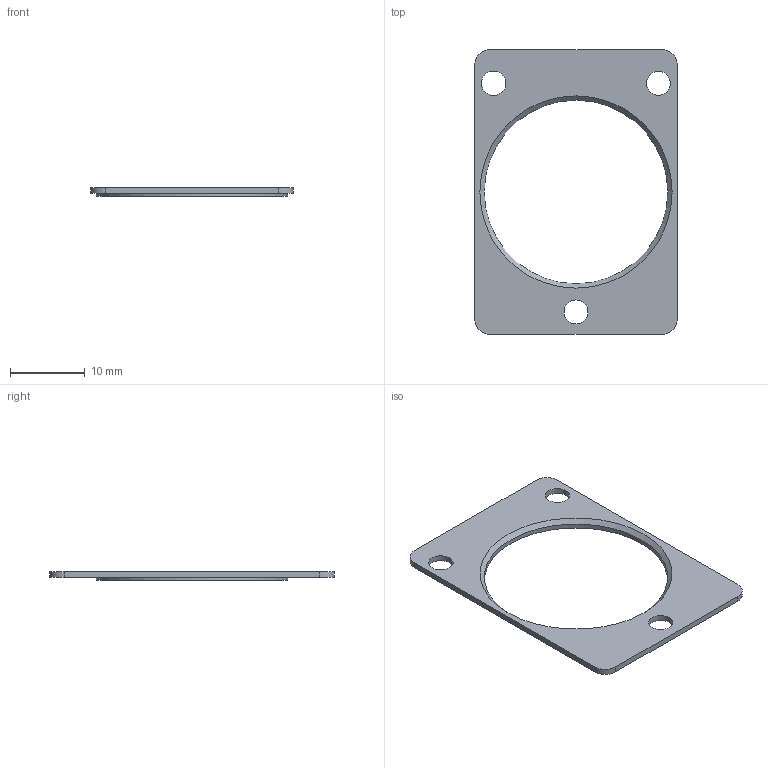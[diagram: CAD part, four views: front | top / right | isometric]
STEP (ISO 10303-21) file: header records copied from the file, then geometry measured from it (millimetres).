
FILE_DESCRIPTION(/* description */ (''),/* implementation_level */ '2;1');
FILE_NAME(/* name */ '30_Cube_Insert_Filter_Revolver_Filter_lid.ipt.step',/* time_stamp */ '2022-11-29T08:16:48+01:00',/* author */ ('diederichbenedict'),/* organization */ (''),/* preprocessor_version */ 'ST-DEVELOPER v18.1',/* originating_system */ 'Autodesk Inventor 2022',/* authorisation */ '');
FILE_SCHEMA (('AUTOMOTIVE_DESIGN { 1 0 10303 214 3 1 1 }'));
Length unit declared in the file: millimetre
Products named in the file (1): 30_Cube_Insert_Filter_Revolver_Filter_lid
Bounding box: 27 x 38 x 1.2 mm (x, y, z)
Volume: 423.9 mm3; surface area: 1277.6 mm2
Topology: 1 solids, 1 shells, 17 faces, 41 edges, 27 vertices
Faces by surface type: cylinder 9, plane 7, cone 1
Full cylindrical faces by diameter (mm): 3.2 x2, 3.26 x1, 24.5 x1, 25.5 x1
Entity records: 563 total; most frequent: DIRECTION 96, CARTESIAN_POINT 86, ORIENTED_EDGE 82, EDGE_CURVE 41, AXIS2_PLACEMENT_3D 37, VERTEX_POINT 27, EDGE_LOOP 26, LINE 22
